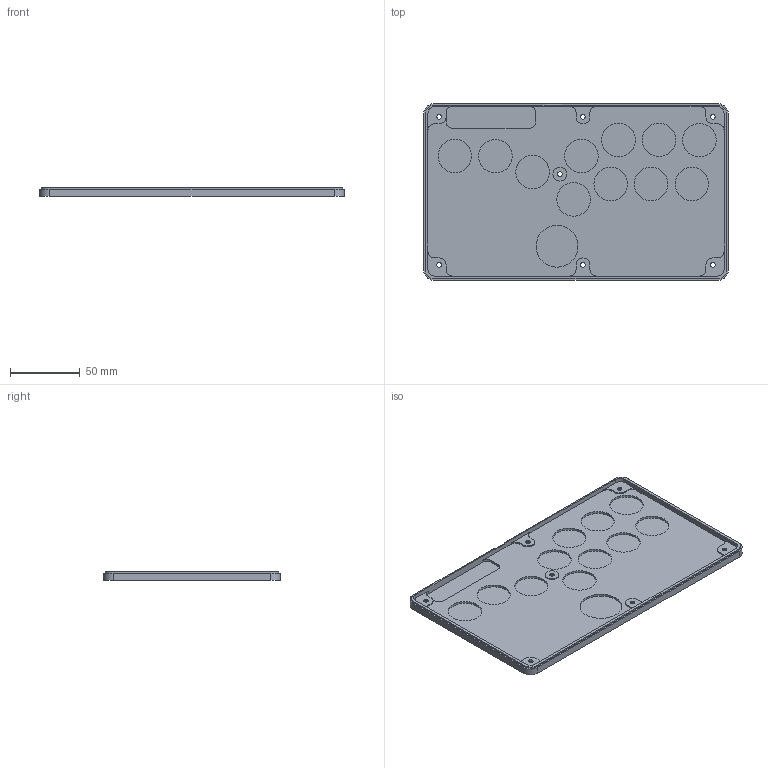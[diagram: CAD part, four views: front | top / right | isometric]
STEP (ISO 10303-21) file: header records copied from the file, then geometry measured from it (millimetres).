
FILE_DESCRIPTION(/* description */ (''),/* implementation_level */ '2;1');
FILE_NAME(/* name */ 'Botton-mod.step',/* time_stamp */ '2023-11-13T16:14:49+01:00',/* author */ (''),/* organization */ (''),/* preprocessor_version */ 'ST-DEVELOPER v20',/* originating_system */ 'Autodesk Translation Framework v12.14.0.127',/* authorisation */ '');
FILE_SCHEMA (('AUTOMOTIVE_DESIGN { 1 0 10303 214 3 1 1 }'));
Length unit declared in the file: millimetre
Products named in the file (1): Fusion-Komponente
Bounding box: 218 x 126.4 x 6.2 mm (x, y, z)
Volume: 61881 mm3; surface area: 63521.1 mm2
Topology: 1 solids, 1 shells, 119 faces, 299 edges, 195 vertices
Faces by surface type: plane 59, cylinder 53, cone 7
Full cylindrical faces by diameter (mm): 3.3 x7, 10 x1, 24 x11, 30 x1
Entity records: 3650 total; most frequent: DIRECTION 652, CARTESIAN_POINT 614, ORIENTED_EDGE 598, EDGE_CURVE 299, AXIS2_PLACEMENT_3D 233, VERTEX_POINT 195, LINE 186, VECTOR 186
